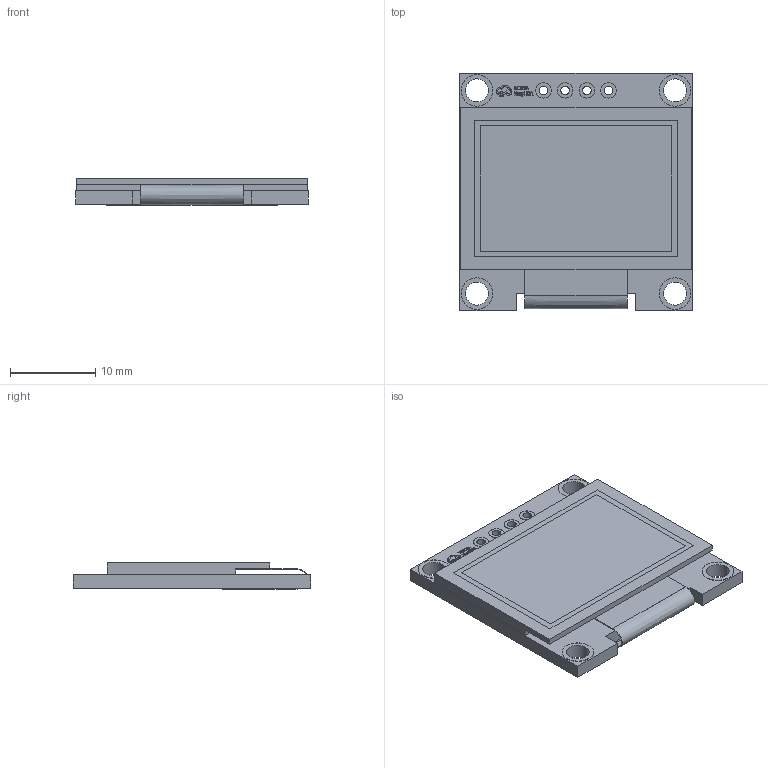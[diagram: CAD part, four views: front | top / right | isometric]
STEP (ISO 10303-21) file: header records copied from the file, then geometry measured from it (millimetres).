
FILE_DESCRIPTION (( 'STEP AP214' ), '1' );
FILE_NAME ('OLED-TH_L27.8-W27.2-P2.54_C9900033791.STEP', '2023-10-20T01:24:02', ( '' ), ( '' ), 'SwSTEP 2.0', 'SolidWorks 2020', '' );
FILE_SCHEMA (( 'AUTOMOTIVE_DESIGN' ));
Length unit declared in the file: millimetre
Products named in the file (1): OLED-TH_L27.8-W27.2-P2.54_C9900033791
Bounding box: 27.2 x 27.8 x 3.12 mm (x, y, z)
Volume: 1796 mm3; surface area: 2467.6 mm2
Topology: 1 solids, 1 shells, 325 faces, 853 edges, 568 vertices
Faces by surface type: plane 177, bspline 100, cylinder 48
Entity records: 14315 total; most frequent: CARTESIAN_POINT 3275, ORIENTED_EDGE 1706, DIRECTION 1197, EDGE_CURVE 853, VERTEX_POINT 568, LINE 553, VECTOR 553, EDGE_LOOP 379
